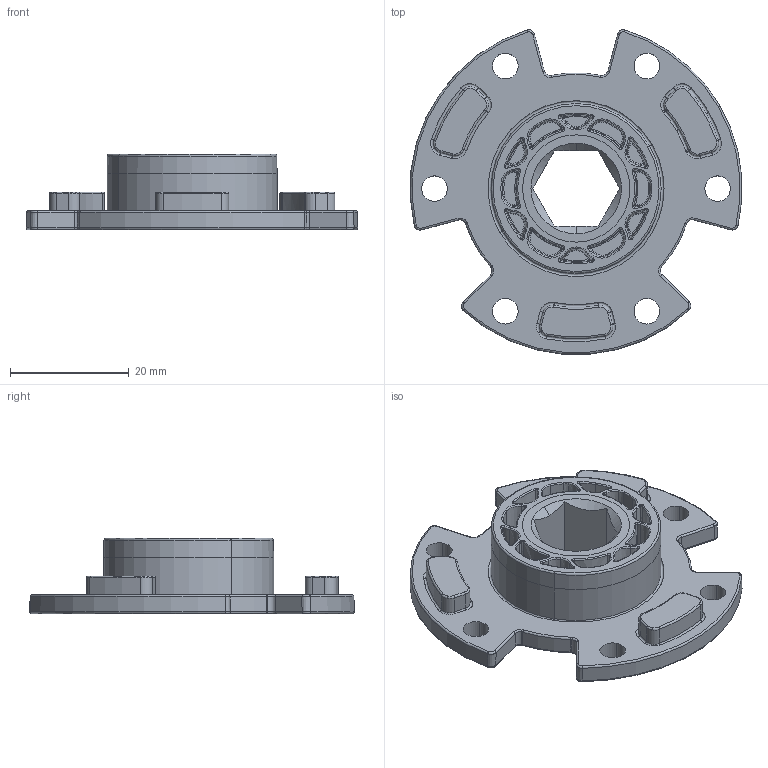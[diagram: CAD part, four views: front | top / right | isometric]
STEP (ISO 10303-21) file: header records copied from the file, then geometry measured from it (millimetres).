
FILE_DESCRIPTION (( 'STEP AP214' ), '1' );
FILE_NAME ('217-8079-001 Rev2.STEP', '2022-01-06T16:12:42', ( '' ), ( '' ), 'SwSTEP 2.0', 'SolidWorks 2019', '' );
FILE_SCHEMA (( 'AUTOMOTIVE_DESIGN' ));
Length unit declared in the file: millimetre
Products named in the file (3): 217-8079-002 Rev1; 217-8079-001 OVERMOLD Rev1; 217-8079-001 Rev2
Assembly tree (2 placements, depth 2):
  217-8079-001 Rev2
    217-8079-002 Rev1
    217-8079-001 OVERMOLD Rev1
Bounding box: 55.75 x 54.57 x 12.7 mm (x, y, z)
Volume: 10000.3 mm3; surface area: 10028.1 mm2
Topology: 2 solids, 2 shells, 666 faces, 1536 edges, 893 vertices
Faces by surface type: torus 254, cylinder 170, cone 73, plane 71, bspline 66, sphere 32
Entity records: 21012 total; most frequent: CARTESIAN_POINT 5497, DIRECTION 3707, ORIENTED_EDGE 3072, AXIS2_PLACEMENT_3D 1717, EDGE_CURVE 1536, CIRCLE 1112, VERTEX_POINT 893, EDGE_LOOP 701
